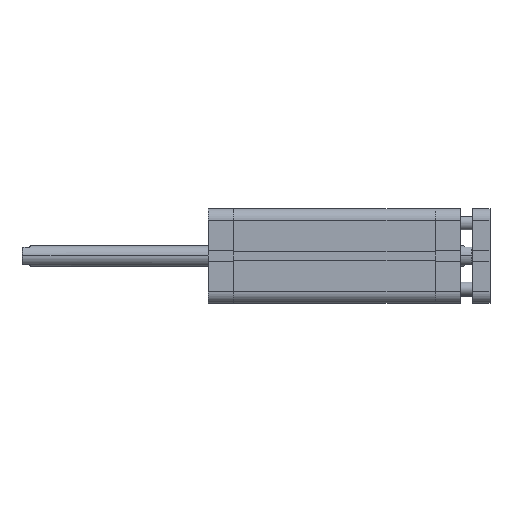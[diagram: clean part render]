
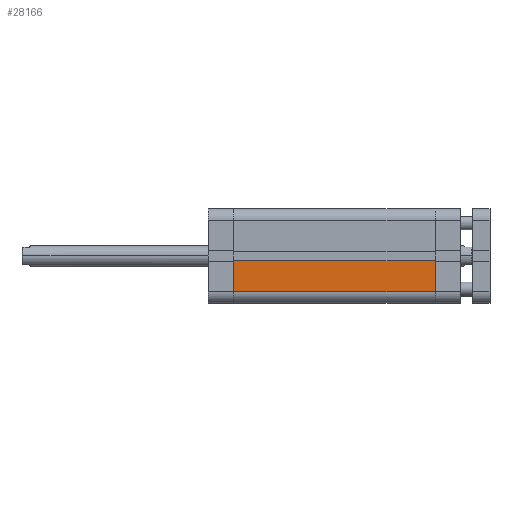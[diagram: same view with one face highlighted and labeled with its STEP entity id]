
A CAD part, front view. The second image highlights one B-rep face of the part: STEP entity #28166.
In plain terms, the highlighted planar face has unit normal (0, -1, 0).
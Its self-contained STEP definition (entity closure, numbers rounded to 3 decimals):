
#245 = DIRECTION ( 'NONE',  ( 0., 0., -1. ) ) ;
#1126 = CARTESIAN_POINT ( 'NONE',  ( 116.001, -27.25, -2.8 ) ) ;
#1678 = LINE ( 'NONE', #1126, #5531 ) ;
#1748 = CARTESIAN_POINT ( 'NONE',  ( 116., -27.25, -2.8 ) ) ;
#2783 = ORIENTED_EDGE ( 'NONE', *, *, #2913, .T. ) ;
#2913 = EDGE_CURVE ( 'NONE', #18840, #6151, #1678, .T. ) ;
#4199 = VECTOR ( 'NONE', #8803, 1000. ) ;
#5531 = VECTOR ( 'NONE', #30282, 1000. ) ;
#5607 = PLANE ( 'NONE',  #19008 ) ;
#5795 = CARTESIAN_POINT ( 'NONE',  ( 116., -27.25, -20.45 ) ) ;
#6151 = VERTEX_POINT ( 'NONE', #36827 ) ;
#6180 = VECTOR ( 'NONE', #28871, 1000. ) ;
#6182 = LINE ( 'NONE', #5795, #4199 ) ;
#7070 = ORIENTED_EDGE ( 'NONE', *, *, #17229, .F. ) ;
#8546 = LINE ( 'NONE', #34496, #31395 ) ;
#8803 = DIRECTION ( 'NONE',  ( 1., 0., 0. ) ) ;
#9174 = LINE ( 'NONE', #20030, #6180 ) ;
#9536 = ORIENTED_EDGE ( 'NONE', *, *, #35398, .T. ) ;
#12669 = EDGE_LOOP ( 'NONE', ( #2783, #28379, #9536, #7070 ) ) ;
#13665 = FACE_OUTER_BOUND ( 'NONE', #12669, .T. ) ;
#15414 = EDGE_CURVE ( 'NONE', #6151, #26942, #8546, .T. ) ;
#16159 = VERTEX_POINT ( 'NONE', #17252 ) ;
#17033 = CARTESIAN_POINT ( 'NONE',  ( 116., -27.25, -27.25 ) ) ;
#17229 = EDGE_CURVE ( 'NONE', #18840, #16159, #9174, .T. ) ;
#17252 = CARTESIAN_POINT ( 'NONE',  ( 116., -27.25, -20.45 ) ) ;
#18840 = VERTEX_POINT ( 'NONE', #1748 ) ;
#19008 = AXIS2_PLACEMENT_3D ( 'NONE', #17033, #30815, #25127 ) ;
#20030 = CARTESIAN_POINT ( 'NONE',  ( 116., -27.25, -27.25 ) ) ;
#20734 = CARTESIAN_POINT ( 'NONE',  ( 0., -27.25, -20.45 ) ) ;
#25127 = DIRECTION ( 'NONE',  ( 0., 0., 1. ) ) ;
#26942 = VERTEX_POINT ( 'NONE', #20734 ) ;
#28166 = ADVANCED_FACE ( 'NONE', ( #13665 ), #5607, .F. ) ;
#28379 = ORIENTED_EDGE ( 'NONE', *, *, #15414, .T. ) ;
#28871 = DIRECTION ( 'NONE',  ( 0., 0., -1. ) ) ;
#30282 = DIRECTION ( 'NONE',  ( -1., 0., 0. ) ) ;
#30815 = DIRECTION ( 'NONE',  ( 0., 1., 0. ) ) ;
#31395 = VECTOR ( 'NONE', #245, 1000. ) ;
#34496 = CARTESIAN_POINT ( 'NONE',  ( 0., -27.25, -27.25 ) ) ;
#35398 = EDGE_CURVE ( 'NONE', #26942, #16159, #6182, .T. ) ;
#36827 = CARTESIAN_POINT ( 'NONE',  ( 0., -27.25, -2.8 ) ) ;
